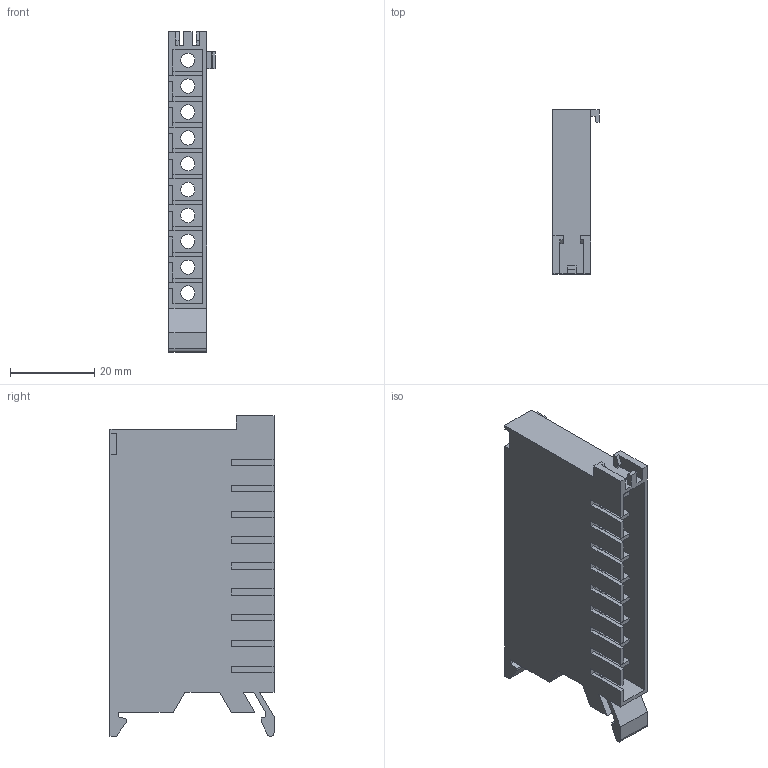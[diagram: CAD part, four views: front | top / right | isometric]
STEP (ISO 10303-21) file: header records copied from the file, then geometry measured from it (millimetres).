
FILE_DESCRIPTION(('Creo Elements/Direct Modeling STEP Export'),'2;1');
FILE_NAME('model.stp','2018-01-13T12:54:19',(''),(''),'Creo Elements/Direct Modeling STEP processor for AP214 (Solid Model)','Creo Elements/Direct Modeling 18.1I 14-Aug-2016 (C) Parametric Technology GmbH','');
FILE_SCHEMA(('AUTOMOTIVE_DESIGN { 1 0 10303 214 1 1 1 1 }'));
Length unit declared in the file: millimetre
Products named in the file (2): BUG_10-select
Assembly tree (1 placements, depth 2):
  BUG_10-select
    BUG_10-select
Bounding box: 11 x 39 x 76.2 mm (x, y, z)
Volume: 15180.5 mm3; surface area: 13069.8 mm2
Topology: 1 solids, 1 shells, 175 faces, 492 edges, 328 vertices
Faces by surface type: plane 135, cylinder 40
Entity records: 6781 total; most frequent: ORIENTED_EDGE 984, CARTESIAN_POINT 934, DIRECTION 805, EDGE_CURVE 492, VECTOR 407, LINE 407, VERTEX_POINT 328, EDGE_LOOP 204
